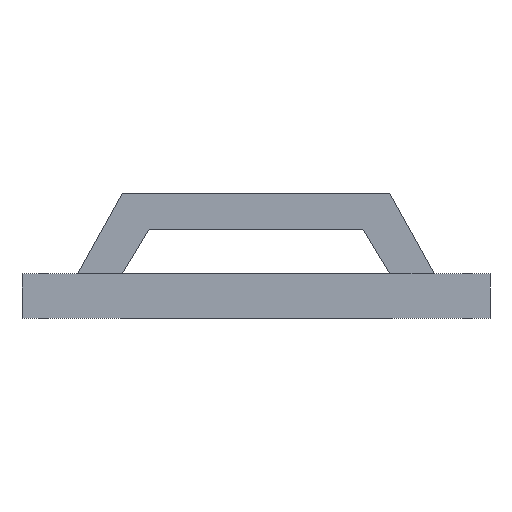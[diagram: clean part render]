
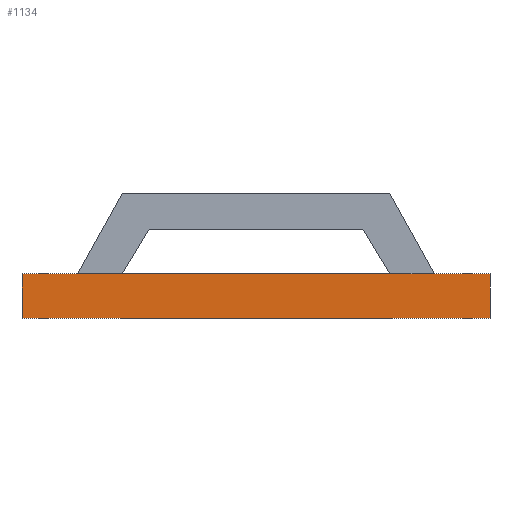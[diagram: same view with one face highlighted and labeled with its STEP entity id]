
A CAD part, front view. The second image highlights one B-rep face of the part: STEP entity #1134.
In plain terms, the highlighted planar face has unit normal (0, -1, 0).
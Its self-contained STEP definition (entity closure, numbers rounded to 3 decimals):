
#65=PLANE('',#1243);
#168=FACE_OUTER_BOUND('',#225,.T.);
#225=EDGE_LOOP('',(#970,#971,#972,#973));
#376=LINE('',#4440,#445);
#377=LINE('',#4442,#446);
#378=LINE('',#4444,#447);
#379=LINE('',#4445,#448);
#445=VECTOR('',#1488,10.);
#446=VECTOR('',#1489,10.);
#447=VECTOR('',#1490,10.);
#448=VECTOR('',#1491,10.);
#557=VERTEX_POINT('',#4438);
#558=VERTEX_POINT('',#4439);
#559=VERTEX_POINT('',#4441);
#560=VERTEX_POINT('',#4443);
#714=EDGE_CURVE('',#557,#558,#376,.T.);
#715=EDGE_CURVE('',#558,#559,#377,.T.);
#716=EDGE_CURVE('',#560,#559,#378,.T.);
#717=EDGE_CURVE('',#557,#560,#379,.T.);
#970=ORIENTED_EDGE('',*,*,#714,.T.);
#971=ORIENTED_EDGE('',*,*,#715,.T.);
#972=ORIENTED_EDGE('',*,*,#716,.F.);
#973=ORIENTED_EDGE('',*,*,#717,.F.);
#1134=ADVANCED_FACE('',(#168),#65,.T.);
#1243=AXIS2_PLACEMENT_3D('',#4437,#1486,#1487);
#1486=DIRECTION('center_axis',(0.,-1.,0.));
#1487=DIRECTION('ref_axis',(1.,0.,0.));
#1488=DIRECTION('',(1.,0.,0.));
#1489=DIRECTION('',(0.,0.,1.));
#1490=DIRECTION('',(1.,0.,0.));
#1491=DIRECTION('',(0.,0.,1.));
#4437=CARTESIAN_POINT('Origin',(-52.5,-52.5,0.));
#4438=CARTESIAN_POINT('',(-52.5,-52.5,0.));
#4439=CARTESIAN_POINT('',(52.5,-52.5,0.));
#4440=CARTESIAN_POINT('',(-52.5,-52.5,0.));
#4441=CARTESIAN_POINT('',(52.5,-52.5,10.));
#4442=CARTESIAN_POINT('',(52.5,-52.5,0.));
#4443=CARTESIAN_POINT('',(-52.5,-52.5,10.));
#4444=CARTESIAN_POINT('',(-52.5,-52.5,10.));
#4445=CARTESIAN_POINT('',(-52.5,-52.5,0.));
